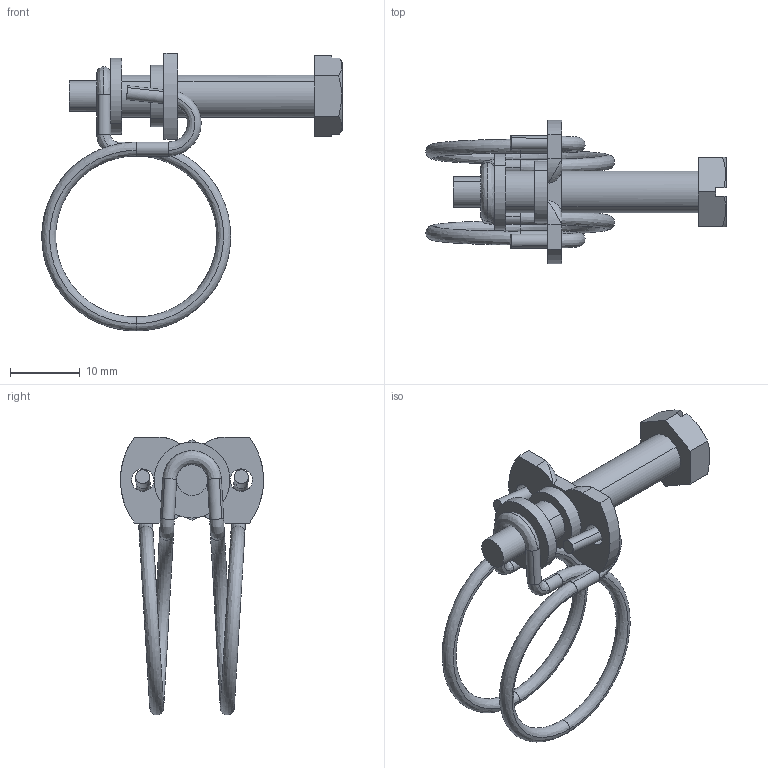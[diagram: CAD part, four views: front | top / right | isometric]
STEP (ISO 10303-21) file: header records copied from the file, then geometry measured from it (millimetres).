
FILE_DESCRIPTION((''),'2;1');
FILE_NAME('','2009-05-18T09:50:38',(''),(''),'','CADfix','');
FILE_SCHEMA(('AUTOMOTIVE_DESIGN { 1 0 10303 214 1 1 1 1 }'));
Length unit declared in the file: millimetre
Bounding box: 42.95 x 20.5 x 39.74 mm (x, y, z)
Volume: 2482.8 mm3; surface area: 3250.3 mm2
Topology: 3 solids, 3 shells, 98 faces, 326 edges, 234 vertices
Faces by surface type: bspline 98
Entity records: 7021 total; most frequent: CARTESIAN_POINT 5087, ORIENTED_EDGE 644, EDGE_CURVE 322, VERTEX_POINT 234, B_SPLINE_CURVE_WITH_KNOTS 216, EDGE_LOOP 108, QUASI_UNIFORM_CURVE 106, FACE_OUTER_BOUND 98
